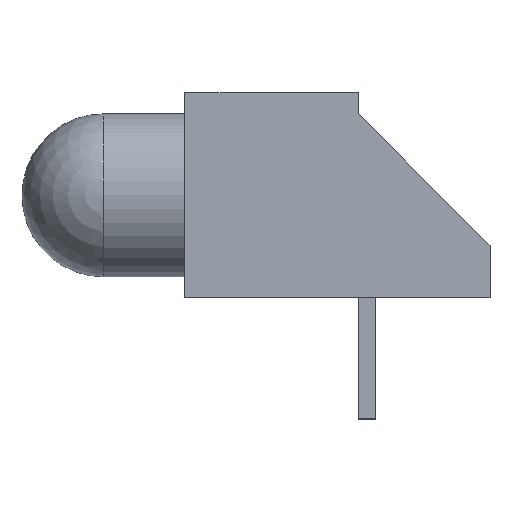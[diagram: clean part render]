
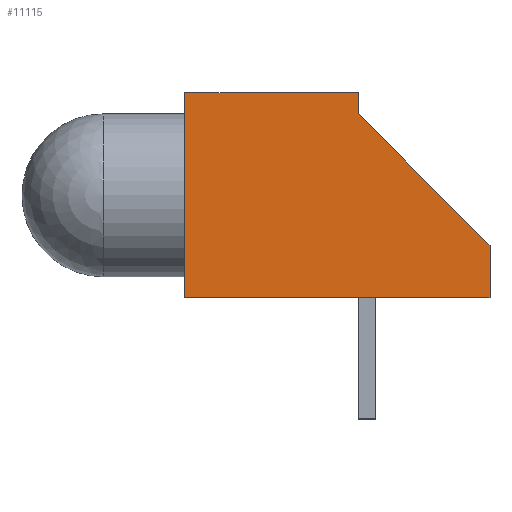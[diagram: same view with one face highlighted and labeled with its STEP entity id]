
A CAD part, top view. The second image highlights one B-rep face of the part: STEP entity #11115.
In plain terms, the highlighted planar face has unit normal (0, 0, 1).
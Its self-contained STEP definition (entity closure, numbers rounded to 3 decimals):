
#383 = EDGE_LOOP ( 'NONE', ( #5358, #5395, #5394, #5359, #5393, #5392 ) ) ;
#802 = VECTOR ( 'NONE', #9617, 1000. ) ;
#810 = VECTOR ( 'NONE', #9638, 1000. ) ;
#812 = VECTOR ( 'NONE', #9644, 1000. ) ;
#852 = VECTOR ( 'NONE', #4433, 1000. ) ;
#934 = EDGE_CURVE ( 'NONE', #5282, #5281, #4431, .T. ) ;
#1701 = VECTOR ( 'NONE', #8629, 1000. ) ;
#2615 = CARTESIAN_POINT ( 'NONE',  ( 8.8, 0., 2.95 ) ) ;
#2616 = CARTESIAN_POINT ( 'NONE',  ( 0., 0., 2.95 ) ) ;
#2789 = LINE ( 'NONE', #2790, #6145 ) ;
#2790 = CARTESIAN_POINT ( 'NONE',  ( 5., 5.3, 2.95 ) ) ;
#2791 = DIRECTION ( 'NONE',  ( 0., 1., 0. ) ) ;
#2907 = PLANE ( 'NONE',  #6164 ) ;
#2908 = CARTESIAN_POINT ( 'NONE',  ( 0., 0., 2.95 ) ) ;
#2909 = DIRECTION ( 'NONE',  ( 0., 0., -1. ) ) ;
#2910 = DIRECTION ( 'NONE',  ( -1., 0., 0. ) ) ;
#4431 = LINE ( 'NONE', #4432, #852 ) ;
#4432 = CARTESIAN_POINT ( 'NONE',  ( 8.8, 0., 2.95 ) ) ;
#4433 = DIRECTION ( 'NONE',  ( 1., 0., 0. ) ) ;
#5281 = VERTEX_POINT ( 'NONE', #2615 ) ;
#5282 = VERTEX_POINT ( 'NONE', #2616 ) ;
#5358 = ORIENTED_EDGE ( 'NONE', *, *, #934, .T. ) ;
#5359 = ORIENTED_EDGE ( 'NONE', *, *, #10014, .T. ) ;
#5392 = ORIENTED_EDGE ( 'NONE', *, *, #11233, .T. ) ;
#5393 = ORIENTED_EDGE ( 'NONE', *, *, #11235, .T. ) ;
#5394 = ORIENTED_EDGE ( 'NONE', *, *, #11325, .T. ) ;
#5395 = ORIENTED_EDGE ( 'NONE', *, *, #11226, .T. ) ;
#6145 = VECTOR ( 'NONE', #2791, 1000. ) ;
#6162 = FACE_OUTER_BOUND ( 'NONE', #383, .T. ) ;
#6164 = AXIS2_PLACEMENT_3D ( 'NONE', #2908, #2909, #2910 ) ;
#7840 = CARTESIAN_POINT ( 'NONE',  ( 5., 5.9, 2.95 ) ) ;
#7846 = CARTESIAN_POINT ( 'NONE',  ( 5., 5.3, 2.95 ) ) ;
#7858 = CARTESIAN_POINT ( 'NONE',  ( 8.8, 1.5, 2.95 ) ) ;
#7877 = CARTESIAN_POINT ( 'NONE',  ( 0., 5.9, 2.95 ) ) ;
#8627 = LINE ( 'NONE', #8628, #1701 ) ;
#8628 = CARTESIAN_POINT ( 'NONE',  ( 8.8, 1.5, 2.95 ) ) ;
#8629 = DIRECTION ( 'NONE',  ( -0.707, 0.707, 0. ) ) ;
#9615 = LINE ( 'NONE', #9616, #802 ) ;
#9616 = CARTESIAN_POINT ( 'NONE',  ( 8.8, 1.5, 2.95 ) ) ;
#9617 = DIRECTION ( 'NONE',  ( 0., 1., 0. ) ) ;
#9636 = LINE ( 'NONE', #9637, #810 ) ;
#9637 = CARTESIAN_POINT ( 'NONE',  ( 0., 0., 2.95 ) ) ;
#9638 = DIRECTION ( 'NONE',  ( 0., -1., 0. ) ) ;
#9642 = LINE ( 'NONE', #9643, #812 ) ;
#9643 = CARTESIAN_POINT ( 'NONE',  ( 0., 5.9, 2.95 ) ) ;
#9644 = DIRECTION ( 'NONE',  ( -1., 0., 0. ) ) ;
#10014 = EDGE_CURVE ( 'NONE', #12088, #12082, #2789, .T. ) ;
#11115 = ADVANCED_FACE ( 'NONE', ( #6162 ), #2907, .F. ) ;
#11226 = EDGE_CURVE ( 'NONE', #5281, #12100, #9615, .T. ) ;
#11233 = EDGE_CURVE ( 'NONE', #12119, #5282, #9636, .T. ) ;
#11235 = EDGE_CURVE ( 'NONE', #12082, #12119, #9642, .T. ) ;
#11325 = EDGE_CURVE ( 'NONE', #12100, #12088, #8627, .T. ) ;
#12082 = VERTEX_POINT ( 'NONE', #7840 ) ;
#12088 = VERTEX_POINT ( 'NONE', #7846 ) ;
#12100 = VERTEX_POINT ( 'NONE', #7858 ) ;
#12119 = VERTEX_POINT ( 'NONE', #7877 ) ;
